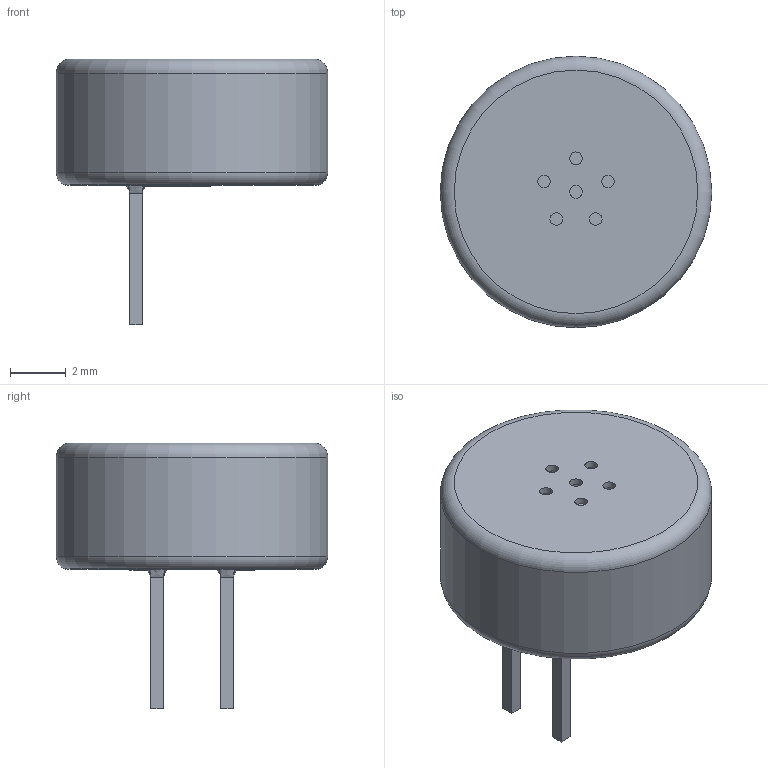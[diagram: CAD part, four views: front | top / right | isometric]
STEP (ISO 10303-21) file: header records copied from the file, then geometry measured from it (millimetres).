
FILE_DESCRIPTION(/* description */ (''),/* implementation_level */ '2;1');
FILE_NAME(/* name */ 'AOM-4544P-NF-R.ipt.stp',/* time_stamp */ '2020-05-28T12:26:24-04:00',/* author */ ('pitzer'),/* organization */ (''),/* preprocessor_version */ 'ST-DEVELOPER v16.1',/* originating_system */ 'Autodesk Inventor 2016',/* authorisation */ '');
FILE_SCHEMA (('AUTOMOTIVE_DESIGN { 1 0 10303 214 3 1 1 }'));
Length unit declared in the file: millimetre
Products named in the file (1): AOM-4544P-NF-R
Bounding box: 9.7 x 9.7 x 9.5 mm (x, y, z)
Volume: 191 mm3; surface area: 461.6 mm2
Topology: 1 solids, 1 shells, 165 faces, 401 edges, 237 vertices
Faces by surface type: bspline 106, plane 31, cylinder 25, torus 3
Full cylindrical faces by diameter (mm): 0.45 x6, 0.9 x1, 7.7 x1, 8.722 x1, 9.7 x1
Entity records: 6864 total; most frequent: CARTESIAN_POINT 3674, ORIENTED_EDGE 762, DIRECTION 401, EDGE_CURVE 381, VERTEX_POINT 236, B_SPLINE_CURVE_WITH_KNOTS 206, EDGE_LOOP 193, AXIS2_PLACEMENT_3D 166
